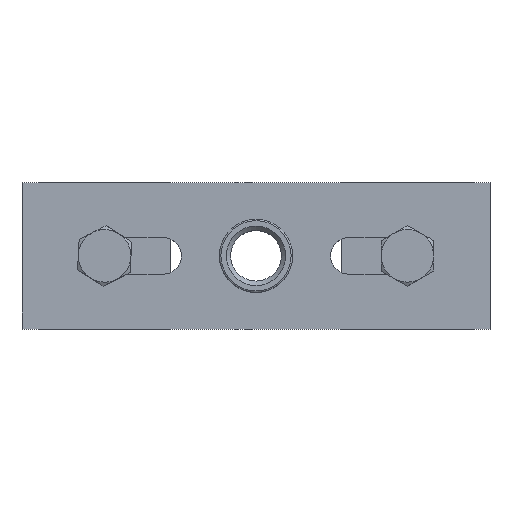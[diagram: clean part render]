
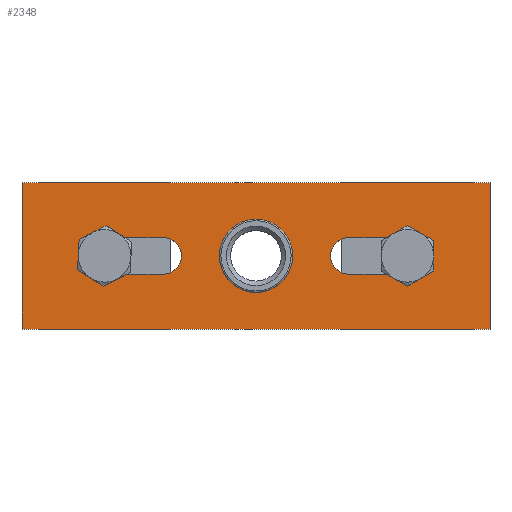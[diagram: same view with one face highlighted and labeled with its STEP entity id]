
A CAD part, top view. The second image highlights one B-rep face of the part: STEP entity #2348.
In plain terms, the highlighted planar face has unit normal (0, 0, 1).
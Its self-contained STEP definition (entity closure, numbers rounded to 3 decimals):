
#167=PLANE('',#2568);
#222=LINE('',#3617,#378);
#226=LINE('',#3628,#382);
#228=LINE('',#3633,#384);
#233=LINE('',#3647,#389);
#236=LINE('',#3657,#392);
#240=LINE('',#3665,#396);
#243=LINE('',#3671,#399);
#246=LINE('',#3676,#402);
#378=VECTOR('',#2863,10.);
#382=VECTOR('',#2875,10.);
#384=VECTOR('',#2879,10.);
#389=VECTOR('',#2892,10.);
#392=VECTOR('',#2903,10.);
#396=VECTOR('',#2909,10.);
#399=VECTOR('',#2914,10.);
#402=VECTOR('',#2919,10.);
#533=FACE_BOUND('',#737,.T.);
#534=FACE_BOUND('',#738,.T.);
#535=FACE_BOUND('',#739,.T.);
#589=FACE_OUTER_BOUND('',#736,.T.);
#736=EDGE_LOOP('',(#1660,#1661,#1662,#1663));
#737=EDGE_LOOP('',(#1664));
#738=EDGE_LOOP('',(#1665,#1666,#1667,#1668));
#739=EDGE_LOOP('',(#1669,#1670,#1671,#1672));
#912=CIRCLE('',#2546,12.5);
#914=CIRCLE('',#2549,6.25);
#916=CIRCLE('',#2553,6.25);
#918=CIRCLE('',#2558,6.25);
#920=CIRCLE('',#2562,6.25);
#1046=VERTEX_POINT('',#3602);
#1048=VERTEX_POINT('',#3607);
#1049=VERTEX_POINT('',#3608);
#1052=VERTEX_POINT('',#3616);
#1054=VERTEX_POINT('',#3622);
#1056=VERTEX_POINT('',#3631);
#1057=VERTEX_POINT('',#3632);
#1060=VERTEX_POINT('',#3640);
#1062=VERTEX_POINT('',#3646);
#1064=VERTEX_POINT('',#3655);
#1065=VERTEX_POINT('',#3656);
#1068=VERTEX_POINT('',#3664);
#1070=VERTEX_POINT('',#3670);
#1276=EDGE_CURVE('',#1046,#1046,#912,.T.);
#1278=EDGE_CURVE('',#1048,#1049,#914,.T.);
#1282=EDGE_CURVE('',#1049,#1052,#222,.T.);
#1285=EDGE_CURVE('',#1052,#1054,#916,.T.);
#1288=EDGE_CURVE('',#1054,#1048,#226,.T.);
#1290=EDGE_CURVE('',#1056,#1057,#228,.T.);
#1294=EDGE_CURVE('',#1057,#1060,#918,.T.);
#1297=EDGE_CURVE('',#1060,#1062,#233,.T.);
#1300=EDGE_CURVE('',#1062,#1056,#920,.T.);
#1302=EDGE_CURVE('',#1064,#1065,#236,.T.);
#1306=EDGE_CURVE('',#1065,#1068,#240,.T.);
#1309=EDGE_CURVE('',#1068,#1070,#243,.T.);
#1312=EDGE_CURVE('',#1070,#1064,#246,.T.);
#1660=ORIENTED_EDGE('',*,*,#1302,.F.);
#1661=ORIENTED_EDGE('',*,*,#1312,.F.);
#1662=ORIENTED_EDGE('',*,*,#1309,.F.);
#1663=ORIENTED_EDGE('',*,*,#1306,.F.);
#1664=ORIENTED_EDGE('',*,*,#1276,.T.);
#1665=ORIENTED_EDGE('',*,*,#1278,.T.);
#1666=ORIENTED_EDGE('',*,*,#1282,.T.);
#1667=ORIENTED_EDGE('',*,*,#1285,.T.);
#1668=ORIENTED_EDGE('',*,*,#1288,.T.);
#1669=ORIENTED_EDGE('',*,*,#1290,.T.);
#1670=ORIENTED_EDGE('',*,*,#1294,.T.);
#1671=ORIENTED_EDGE('',*,*,#1297,.T.);
#1672=ORIENTED_EDGE('',*,*,#1300,.T.);
#2348=ADVANCED_FACE('',(#589,#533,#534,#535),#167,.T.);
#2546=AXIS2_PLACEMENT_3D('',#3603,#2849,#2850);
#2549=AXIS2_PLACEMENT_3D('',#3609,#2855,#2856);
#2553=AXIS2_PLACEMENT_3D('',#3623,#2868,#2869);
#2558=AXIS2_PLACEMENT_3D('',#3641,#2885,#2886);
#2562=AXIS2_PLACEMENT_3D('',#3652,#2897,#2898);
#2568=AXIS2_PLACEMENT_3D('',#3678,#2921,#2922);
#2849=DIRECTION('center_axis',(0.,0.,-1.));
#2850=DIRECTION('ref_axis',(-1.,0.,0.));
#2855=DIRECTION('center_axis',(0.,0.,-1.));
#2856=DIRECTION('ref_axis',(0.,1.,0.));
#2863=DIRECTION('',(1.,0.,0.));
#2868=DIRECTION('center_axis',(0.,0.,-1.));
#2869=DIRECTION('ref_axis',(0.,-1.,0.));
#2875=DIRECTION('',(-1.,0.,0.));
#2879=DIRECTION('',(1.,0.,0.));
#2885=DIRECTION('center_axis',(0.,0.,-1.));
#2886=DIRECTION('ref_axis',(0.,-1.,0.));
#2892=DIRECTION('',(-1.,0.,0.));
#2897=DIRECTION('center_axis',(0.,0.,-1.));
#2898=DIRECTION('ref_axis',(0.,1.,0.));
#2903=DIRECTION('',(0.,-1.,0.));
#2909=DIRECTION('',(-1.,0.,0.));
#2914=DIRECTION('',(0.,1.,0.));
#2919=DIRECTION('',(1.,0.,0.));
#2921=DIRECTION('center_axis',(0.,0.,1.));
#2922=DIRECTION('ref_axis',(1.,0.,0.));
#3602=CARTESIAN_POINT('',(12.5,0.,8.));
#3603=CARTESIAN_POINT('Origin',(0.,0.,8.));
#3607=CARTESIAN_POINT('',(31.75,-6.25,8.));
#3608=CARTESIAN_POINT('',(31.75,6.25,8.));
#3609=CARTESIAN_POINT('Origin',(31.75,0.,8.));
#3616=CARTESIAN_POINT('',(51.75,6.25,8.));
#3617=CARTESIAN_POINT('',(15.875,6.25,8.));
#3622=CARTESIAN_POINT('',(51.75,-6.25,8.));
#3623=CARTESIAN_POINT('Origin',(51.75,0.,8.));
#3628=CARTESIAN_POINT('',(25.875,-6.25,8.));
#3631=CARTESIAN_POINT('',(-51.75,6.25,8.));
#3632=CARTESIAN_POINT('',(-31.75,6.25,8.));
#3633=CARTESIAN_POINT('',(-25.875,6.25,8.));
#3640=CARTESIAN_POINT('',(-31.75,-6.25,8.));
#3641=CARTESIAN_POINT('Origin',(-31.75,0.,8.));
#3646=CARTESIAN_POINT('',(-51.75,-6.25,8.));
#3647=CARTESIAN_POINT('',(-15.875,-6.25,8.));
#3652=CARTESIAN_POINT('Origin',(-51.75,0.,8.));
#3655=CARTESIAN_POINT('',(80.,25.,8.));
#3656=CARTESIAN_POINT('',(80.,-25.,8.));
#3657=CARTESIAN_POINT('',(80.,25.,8.));
#3664=CARTESIAN_POINT('',(-80.,-25.,8.));
#3665=CARTESIAN_POINT('',(80.,-25.,8.));
#3670=CARTESIAN_POINT('',(-80.,25.,8.));
#3671=CARTESIAN_POINT('',(-80.,-25.,8.));
#3676=CARTESIAN_POINT('',(-80.,25.,8.));
#3678=CARTESIAN_POINT('Origin',(0.,0.,8.));
